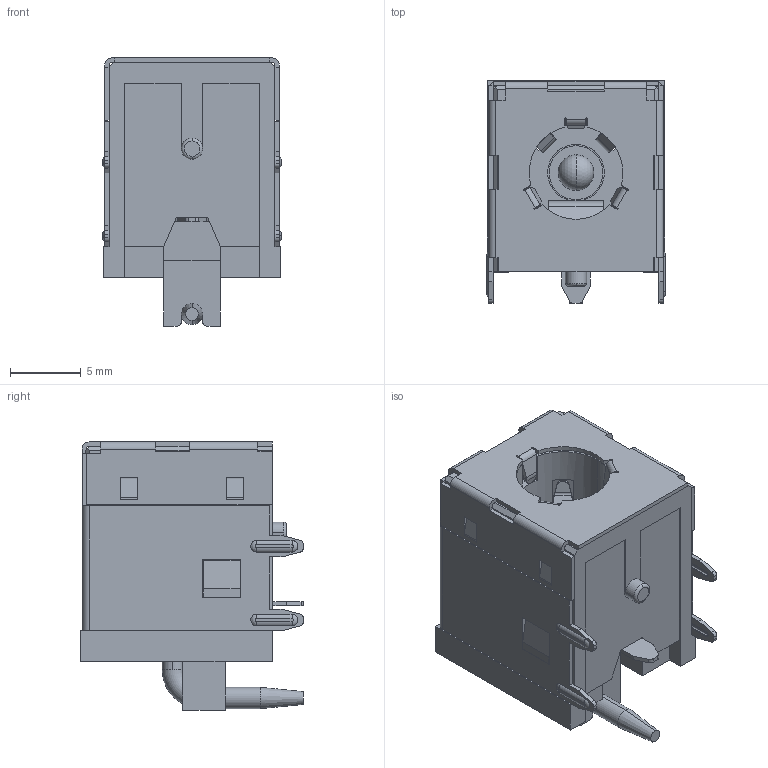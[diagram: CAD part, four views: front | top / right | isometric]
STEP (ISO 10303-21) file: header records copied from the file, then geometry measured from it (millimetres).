
FILE_DESCRIPTION (( 'STEP AP214' ), '1' );
FILE_NAME ('CUI_DEVICES_PJ-080BH.step', '2023-10-04T16:26:09', ( '' ), ( '' ), 'SwSTEP 2.0', 'SolidWorks 2023', '' );
FILE_SCHEMA (( 'AUTOMOTIVE_DESIGN' ));
Length unit declared in the file: inch
Products named in the file (1): CUI_DEVICES_PJ-080BH
Bounding box: 12.6 x 15.7 x 18.9 mm (x, y, z)
Volume: 1905.4 mm3; surface area: 3546.2 mm2
Topology: 6 solids, 6 shells, 554 faces, 1550 edges, 1010 vertices
Faces by surface type: plane 365, cylinder 144, torus 24, bspline 12, cone 7, sphere 2
Entity records: 18233 total; most frequent: CARTESIAN_POINT 3744, ORIENTED_EDGE 3096, DIRECTION 2884, EDGE_CURVE 1548, LINE 1168, VECTOR 1168, VERTEX_POINT 1010, AXIS2_PLACEMENT_3D 858
